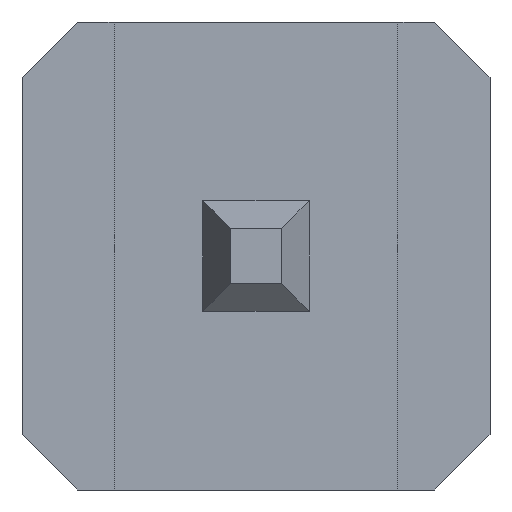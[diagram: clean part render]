
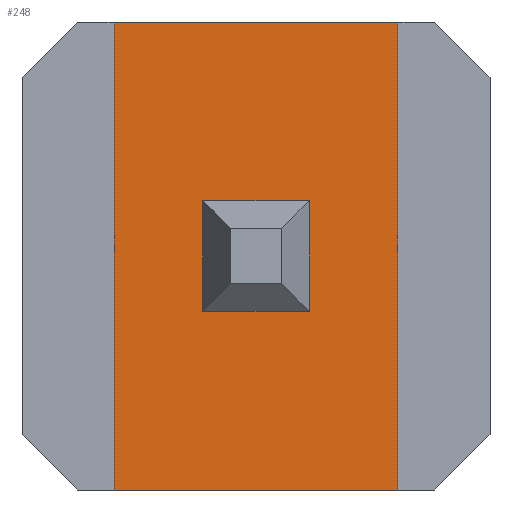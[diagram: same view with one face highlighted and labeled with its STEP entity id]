
A CAD part, front view. The second image highlights one B-rep face of the part: STEP entity #248.
In plain terms, the highlighted planar face has unit normal (0, -1, 0).
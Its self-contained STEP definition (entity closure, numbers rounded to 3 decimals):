
#13 = EDGE_CURVE ( 'NONE', #263, #257, #414, .T. ) ;
#237 = EDGE_CURVE ( 'NONE', #257, #250, #1136, .T. ) ;
#241 = EDGE_CURVE ( 'NONE', #287, #314, #1091, .T. ) ;
#242 = VERTEX_POINT ( 'NONE', #1125 ) ;
#245 = ORIENTED_EDGE ( 'NONE', *, *, #13, .T. ) ;
#246 = ORIENTED_EDGE ( 'NONE', *, *, #262, .T. ) ;
#248 = ADVANCED_FACE ( 'NONE', ( #1092, #1129 ), #1130, .F. ) ;
#249 = EDGE_LOOP ( 'NONE', ( #251, #260, #252, #265 ) ) ;
#250 = VERTEX_POINT ( 'NONE', #1123 ) ;
#251 = ORIENTED_EDGE ( 'NONE', *, *, #319, .T. ) ;
#252 = ORIENTED_EDGE ( 'NONE', *, *, #305, .T. ) ;
#255 = EDGE_CURVE ( 'NONE', #250, #242, #1172, .T. ) ;
#256 = ORIENTED_EDGE ( 'NONE', *, *, #237, .T. ) ;
#257 = VERTEX_POINT ( 'NONE', #1122 ) ;
#258 = EDGE_LOOP ( 'NONE', ( #256, #261, #246, #245 ) ) ;
#260 = ORIENTED_EDGE ( 'NONE', *, *, #267, .T. ) ;
#261 = ORIENTED_EDGE ( 'NONE', *, *, #255, .T. ) ;
#262 = EDGE_CURVE ( 'NONE', #242, #263, #1170, .T. ) ;
#263 = VERTEX_POINT ( 'NONE', #1158 ) ;
#265 = ORIENTED_EDGE ( 'NONE', *, *, #241, .T. ) ;
#267 = EDGE_CURVE ( 'NONE', #310, #304, #1226, .T. ) ;
#287 = VERTEX_POINT ( 'NONE', #1213 ) ;
#304 = VERTEX_POINT ( 'NONE', #1229 ) ;
#305 = EDGE_CURVE ( 'NONE', #304, #287, #1227, .T. ) ;
#310 = VERTEX_POINT ( 'NONE', #1235 ) ;
#314 = VERTEX_POINT ( 'NONE', #1295 ) ;
#319 = EDGE_CURVE ( 'NONE', #314, #310, #1319, .T. ) ;
#402 = DIRECTION ( 'NONE',  ( 0., 0., -1. ) ) ;
#403 = VECTOR ( 'NONE', #402, 1000. ) ;
#404 = CARTESIAN_POINT ( 'NONE',  ( 1.559, 0.44, 0. ) ) ;
#414 = LINE ( 'NONE', #404, #403 ) ;
#1091 = LINE ( 'NONE', #1141, #1099 ) ;
#1092 = FACE_BOUND ( 'NONE', #258, .T. ) ;
#1099 = VECTOR ( 'NONE', #1140, 1000. ) ;
#1122 = CARTESIAN_POINT ( 'NONE',  ( 1.559, 0.44, -1.57 ) ) ;
#1123 = CARTESIAN_POINT ( 'NONE',  ( 0.981, 0.44, -1.57 ) ) ;
#1124 = VECTOR ( 'NONE', #1161, 1000. ) ;
#1125 = CARTESIAN_POINT ( 'NONE',  ( 0.981, 0.44, -0.97 ) ) ;
#1129 = FACE_OUTER_BOUND ( 'NONE', #249, .T. ) ;
#1130 = PLANE ( 'NONE',  #1139 ) ;
#1131 = DIRECTION ( 'NONE',  ( -1., 0., 0. ) ) ;
#1132 = VECTOR ( 'NONE', #1131, 1000. ) ;
#1133 = CARTESIAN_POINT ( 'NONE',  ( 2.04, 0.44, -1.57 ) ) ;
#1136 = LINE ( 'NONE', #1133, #1132 ) ;
#1139 = AXIS2_PLACEMENT_3D ( 'NONE', #1168, #1167, #1166 ) ;
#1140 = DIRECTION ( 'NONE',  ( 0., 0., 1. ) ) ;
#1141 = CARTESIAN_POINT ( 'NONE',  ( 2.04, 0.44, 0. ) ) ;
#1158 = CARTESIAN_POINT ( 'NONE',  ( 1.559, 0.44, -0.97 ) ) ;
#1161 = DIRECTION ( 'NONE',  ( 0., 0., 1. ) ) ;
#1162 = DIRECTION ( 'NONE',  ( 1., 0., 0. ) ) ;
#1163 = VECTOR ( 'NONE', #1162, 1000. ) ;
#1166 = DIRECTION ( 'NONE',  ( 0., 0., 1. ) ) ;
#1167 = DIRECTION ( 'NONE',  ( 0., 1., 0. ) ) ;
#1168 = CARTESIAN_POINT ( 'NONE',  ( 2.04, 0.44, 0. ) ) ;
#1169 = CARTESIAN_POINT ( 'NONE',  ( 2.04, 0.44, -0.97 ) ) ;
#1170 = LINE ( 'NONE', #1169, #1163 ) ;
#1171 = CARTESIAN_POINT ( 'NONE',  ( 0.981, 0.44, 0. ) ) ;
#1172 = LINE ( 'NONE', #1171, #1124 ) ;
#1213 = CARTESIAN_POINT ( 'NONE',  ( 2.04, 0.44, -2.54 ) ) ;
#1220 = DIRECTION ( 'NONE',  ( 0., 0., -1. ) ) ;
#1221 = VECTOR ( 'NONE', #1220, 1000. ) ;
#1225 = CARTESIAN_POINT ( 'NONE',  ( 0.5, 0.44, 0. ) ) ;
#1226 = LINE ( 'NONE', #1225, #1221 ) ;
#1227 = LINE ( 'NONE', #1270, #1269 ) ;
#1229 = CARTESIAN_POINT ( 'NONE',  ( 0.5, 0.44, -2.54 ) ) ;
#1235 = CARTESIAN_POINT ( 'NONE',  ( 0.5, 0.44, 0. ) ) ;
#1268 = DIRECTION ( 'NONE',  ( 1., 0., 0. ) ) ;
#1269 = VECTOR ( 'NONE', #1268, 1000. ) ;
#1270 = CARTESIAN_POINT ( 'NONE',  ( 0.5, 0.44, -2.54 ) ) ;
#1295 = CARTESIAN_POINT ( 'NONE',  ( 2.04, 0.44, 0. ) ) ;
#1316 = DIRECTION ( 'NONE',  ( -1., 0., 0. ) ) ;
#1317 = VECTOR ( 'NONE', #1316, 1000. ) ;
#1318 = CARTESIAN_POINT ( 'NONE',  ( 0.5, 0.44, 0. ) ) ;
#1319 = LINE ( 'NONE', #1318, #1317 ) ;
